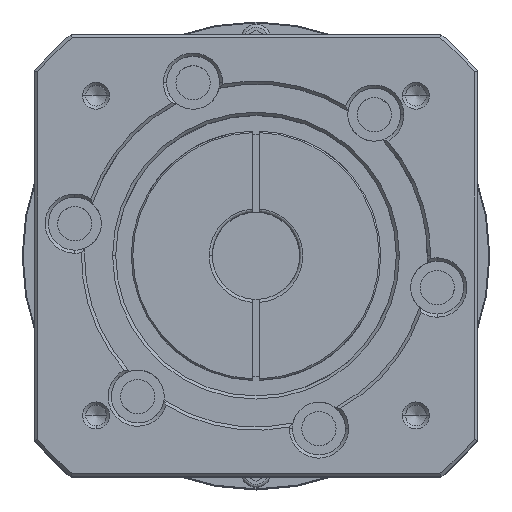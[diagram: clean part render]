
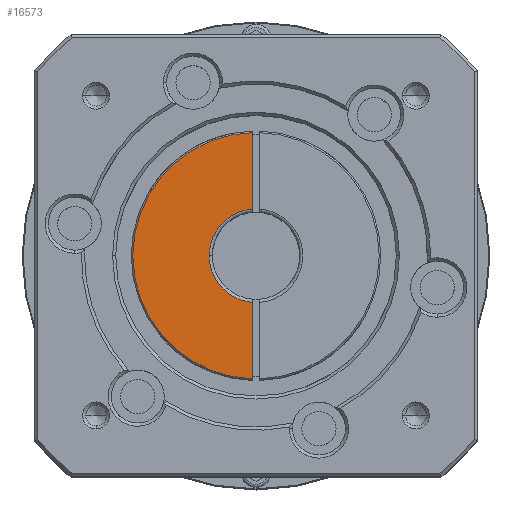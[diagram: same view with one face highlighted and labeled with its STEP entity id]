
A CAD part, top view. The second image highlights one B-rep face of the part: STEP entity #16573.
In plain terms, the highlighted planar face has unit normal (0, 0, 1).
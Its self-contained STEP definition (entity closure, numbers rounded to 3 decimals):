
#1910 = CARTESIAN_POINT ( 'NONE',  ( 0., 0., 100.5 ) ) ;
#2068 = EDGE_CURVE ( 'NONE', #16862, #9571, #25544, .T. ) ;
#2679 = CARTESIAN_POINT ( 'NONE',  ( -15., -8.329, 100.5 ) ) ;
#2685 = ORIENTED_EDGE ( 'NONE', *, *, #16549, .T. ) ;
#3258 = EDGE_CURVE ( 'NONE', #22015, #16862, #25225, .T. ) ;
#3296 = EDGE_CURVE ( 'NONE', #8039, #24922, #22735, .T. ) ;
#3512 = VERTEX_POINT ( 'NONE', #11030 ) ;
#3797 = VECTOR ( 'NONE', #11849, 1000. ) ;
#3929 = DIRECTION ( 'NONE',  ( -1., 0., 0. ) ) ;
#3933 = CIRCLE ( 'NONE', #23547, 39.5 ) ;
#4157 = DIRECTION ( 'NONE',  ( 0., 0., 1. ) ) ;
#4703 = CARTESIAN_POINT ( 'NONE',  ( -9.31, -14.411, 100.5 ) ) ;
#5279 = EDGE_LOOP ( 'NONE', ( #19608, #2685, #23426, #7830, #19595, #11761 ) ) ;
#6089 = DIRECTION ( 'NONE',  ( 0., 0., 1. ) ) ;
#6734 = CARTESIAN_POINT ( 'NONE',  ( -1., -14.967, 100.5 ) ) ;
#7105 = AXIS2_PLACEMENT_3D ( 'NONE', #16081, #4157, #18076 ) ;
#7830 = ORIENTED_EDGE ( 'NONE', *, *, #2068, .F. ) ;
#8039 = VERTEX_POINT ( 'NONE', #8239 ) ;
#8239 = CARTESIAN_POINT ( 'NONE',  ( -1., 39.487, 100.5 ) ) ;
#9300 = CARTESIAN_POINT ( 'NONE',  ( -1., -14.967, 100.5 ) ) ;
#9306 = FACE_OUTER_BOUND ( 'NONE', #5279, .T. ) ;
#9571 = VERTEX_POINT ( 'NONE', #9300 ) ;
#9666 = CARTESIAN_POINT ( 'NONE',  ( -9.31, 14.411, 100.5 ) ) ;
#9759 = CARTESIAN_POINT ( 'NONE',  ( -15., 0., 100.5 ) ) ;
#10068 = VECTOR ( 'NONE', #23209, 1000. ) ;
#11030 = CARTESIAN_POINT ( 'NONE',  ( -1., -39.487, 100.5 ) ) ;
#11161 = CARTESIAN_POINT ( 'NONE',  ( -15., 0., 100.5 ) ) ;
#11761 = ORIENTED_EDGE ( 'NONE', *, *, #13972, .T. ) ;
#11849 = DIRECTION ( 'NONE',  ( 0., 1., 0. ) ) ;
#13972 = EDGE_CURVE ( 'NONE', #22015, #8039, #14714, .T. ) ;
#14714 = LINE ( 'NONE', #21214, #10068 ) ;
#14787 = EDGE_CURVE ( 'NONE', #3512, #9571, #24927, .T. ) ;
#15871 = DIRECTION ( 'NONE',  ( 0., 0., 1. ) ) ;
#15998 = PLANE ( 'NONE',  #7105 ) ;
#16081 = CARTESIAN_POINT ( 'NONE',  ( 0., 0., 100.5 ) ) ;
#16549 = EDGE_CURVE ( 'NONE', #24922, #3512, #3933, .T. ) ;
#16573 = ADVANCED_FACE ( 'NONE', ( #9306 ), #15998, .T. ) ;
#16862 = VERTEX_POINT ( 'NONE', #11161 ) ;
#17999 = CARTESIAN_POINT ( 'NONE',  ( 0., 0., 100.5 ) ) ;
#18076 = DIRECTION ( 'NONE',  ( 1., 0., 0. ) ) ;
#19376 = AXIS2_PLACEMENT_3D ( 'NONE', #1910, #15871, #3929 ) ;
#19595 = ORIENTED_EDGE ( 'NONE', *, *, #3258, .F. ) ;
#19608 = ORIENTED_EDGE ( 'NONE', *, *, #3296, .T. ) ;
#19986 = DIRECTION ( 'NONE',  ( -1., 0., 0. ) ) ;
#21214 = CARTESIAN_POINT ( 'NONE',  ( -1., -41., 100.5 ) ) ;
#21585 = CARTESIAN_POINT ( 'NONE',  ( -15., 8.329, 100.5 ) ) ;
#22015 = VERTEX_POINT ( 'NONE', #25684 ) ;
#22516 = CARTESIAN_POINT ( 'NONE',  ( -39.5, 0., 100.5 ) ) ;
#22523 = CARTESIAN_POINT ( 'NONE',  ( -15., 0., 100.5 ) ) ;
#22735 = CIRCLE ( 'NONE', #19376, 39.5 ) ;
#23209 = DIRECTION ( 'NONE',  ( 0., 1., 0. ) ) ;
#23426 = ORIENTED_EDGE ( 'NONE', *, *, #14787, .T. ) ;
#23547 = AXIS2_PLACEMENT_3D ( 'NONE', #17999, #6089, #19986 ) ;
#23680 = CARTESIAN_POINT ( 'NONE',  ( -1., -41., 100.5 ) ) ;
#24922 = VERTEX_POINT ( 'NONE', #22516 ) ;
#24927 = LINE ( 'NONE', #23680, #3797 ) ;
#25225 =( BOUNDED_CURVE ( )  B_SPLINE_CURVE ( 3, ( #25455, #9666, #21585, #9759 ),
 .UNSPECIFIED., .F., .F. ) 
 B_SPLINE_CURVE_WITH_KNOTS ( ( 4, 4 ),
 ( 0., 0.5 ),
 .UNSPECIFIED. ) 
 CURVE ( )  GEOMETRIC_REPRESENTATION_ITEM ( )  RATIONAL_B_SPLINE_CURVE ( ( 1., 0.82, 0.82, 1. ) ) 
 REPRESENTATION_ITEM ( '' )  );
#25455 = CARTESIAN_POINT ( 'NONE',  ( -1., 14.967, 100.5 ) ) ;
#25544 =( BOUNDED_CURVE ( )  B_SPLINE_CURVE ( 3, ( #22523, #2679, #4703, #6734 ),
 .UNSPECIFIED., .F., .F. ) 
 B_SPLINE_CURVE_WITH_KNOTS ( ( 4, 4 ),
 ( 0.5, 1. ),
 .UNSPECIFIED. ) 
 CURVE ( )  GEOMETRIC_REPRESENTATION_ITEM ( )  RATIONAL_B_SPLINE_CURVE ( ( 1., 0.82, 0.82, 1. ) ) 
 REPRESENTATION_ITEM ( '' )  );
#25684 = CARTESIAN_POINT ( 'NONE',  ( -1., 14.967, 100.5 ) ) ;
